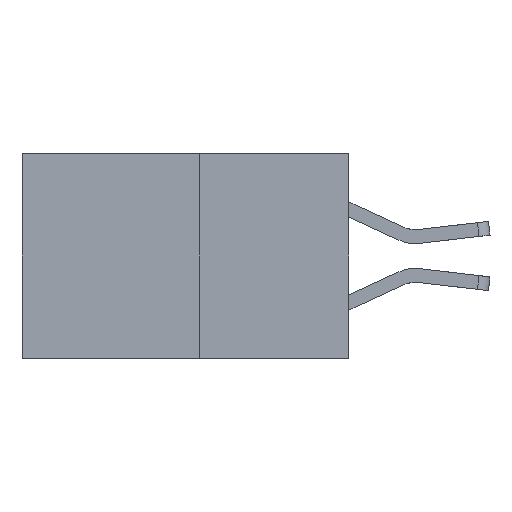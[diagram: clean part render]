
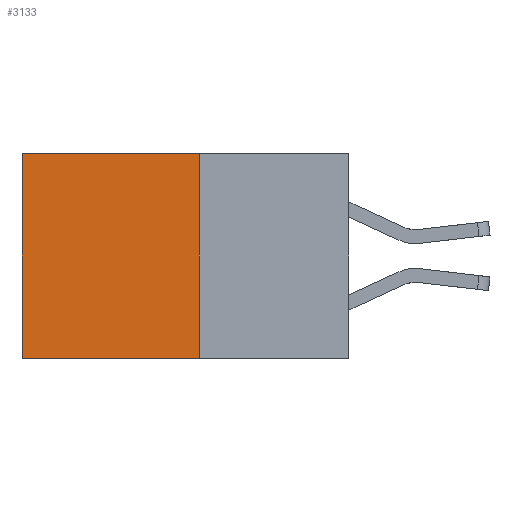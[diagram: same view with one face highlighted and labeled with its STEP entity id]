
A CAD part, left-side view. The second image highlights one B-rep face of the part: STEP entity #3133.
In plain terms, the highlighted planar face has unit normal (-1, 0, 0).
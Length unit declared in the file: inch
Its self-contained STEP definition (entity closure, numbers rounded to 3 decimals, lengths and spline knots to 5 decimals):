
#855 = CARTESIAN_POINT ( 'NONE',  ( 0.277, 0.59, -0.37 ) ) ;
#977 = DIRECTION ( 'NONE',  ( 0., 1., 0. ) ) ;
#1331 = CARTESIAN_POINT ( 'NONE',  ( 0.277, 0.59, 0. ) ) ;
#1791 = EDGE_CURVE ( 'NONE', #1860, #6073, #4137, .T. ) ;
#1860 = VERTEX_POINT ( 'NONE', #2295 ) ;
#2000 = CARTESIAN_POINT ( 'NONE',  ( 0.277, 0.27, 0. ) ) ;
#2295 = CARTESIAN_POINT ( 'NONE',  ( 0.277, 0.27, -0.37 ) ) ;
#2684 = PLANE ( 'NONE',  #6168 ) ;
#2693 = CARTESIAN_POINT ( 'NONE',  ( 0.277, 0.27, -0.37 ) ) ;
#2743 = DIRECTION ( 'NONE',  ( 0., 0., -1. ) ) ;
#2746 = DIRECTION ( 'NONE',  ( 1., 0., 0. ) ) ;
#3133 = ADVANCED_FACE ( 'NONE', ( #9240 ), #2684, .F. ) ;
#3803 = VERTEX_POINT ( 'NONE', #1331 ) ;
#4137 = LINE ( 'NONE', #8773, #10645 ) ;
#4597 = LINE ( 'NONE', #5199, #10817 ) ;
#5199 = CARTESIAN_POINT ( 'NONE',  ( 0.277, 0.27, 0. ) ) ;
#5847 = ORIENTED_EDGE ( 'NONE', *, *, #10631, .T. ) ;
#6073 = VERTEX_POINT ( 'NONE', #7733 ) ;
#6136 = EDGE_CURVE ( 'NONE', #6881, #3803, #4597, .T. ) ;
#6168 = AXIS2_PLACEMENT_3D ( 'NONE', #2693, #2746, #2743 ) ;
#6417 = CARTESIAN_POINT ( 'NONE',  ( 0.277, 0.27, -0.37 ) ) ;
#6693 = LINE ( 'NONE', #855, #6972 ) ;
#6840 = DIRECTION ( 'NONE',  ( 0., 0., -1. ) ) ;
#6881 = VERTEX_POINT ( 'NONE', #2000 ) ;
#6964 = ORIENTED_EDGE ( 'NONE', *, *, #9130, .F. ) ;
#6972 = VECTOR ( 'NONE', #6840, 39.37008 ) ;
#6999 = VECTOR ( 'NONE', #7296, 39.37008 ) ;
#7265 = LINE ( 'NONE', #6417, #6999 ) ;
#7296 = DIRECTION ( 'NONE',  ( 0., 0., -1. ) ) ;
#7733 = CARTESIAN_POINT ( 'NONE',  ( 0.277, 0.59, -0.37 ) ) ;
#8773 = CARTESIAN_POINT ( 'NONE',  ( 0.277, 0.27, -0.37 ) ) ;
#8850 = ORIENTED_EDGE ( 'NONE', *, *, #6136, .T. ) ;
#8978 = EDGE_LOOP ( 'NONE', ( #5847, #10626, #6964, #8850 ) ) ;
#9130 = EDGE_CURVE ( 'NONE', #6881, #1860, #7265, .T. ) ;
#9240 = FACE_OUTER_BOUND ( 'NONE', #8978, .T. ) ;
#10131 = DIRECTION ( 'NONE',  ( 0., 1., 0. ) ) ;
#10626 = ORIENTED_EDGE ( 'NONE', *, *, #1791, .F. ) ;
#10631 = EDGE_CURVE ( 'NONE', #3803, #6073, #6693, .T. ) ;
#10645 = VECTOR ( 'NONE', #10131, 39.37008 ) ;
#10817 = VECTOR ( 'NONE', #977, 39.37008 ) ;
